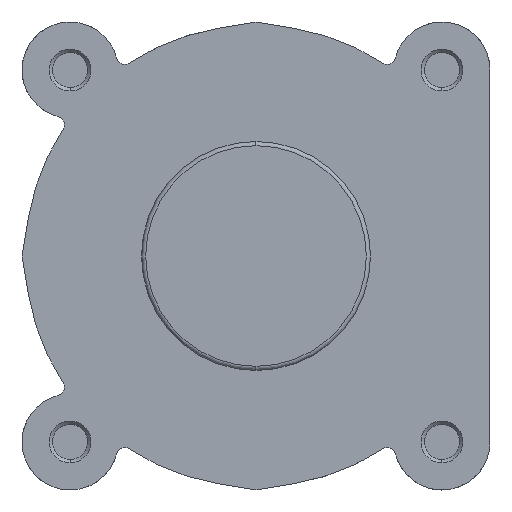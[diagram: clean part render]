
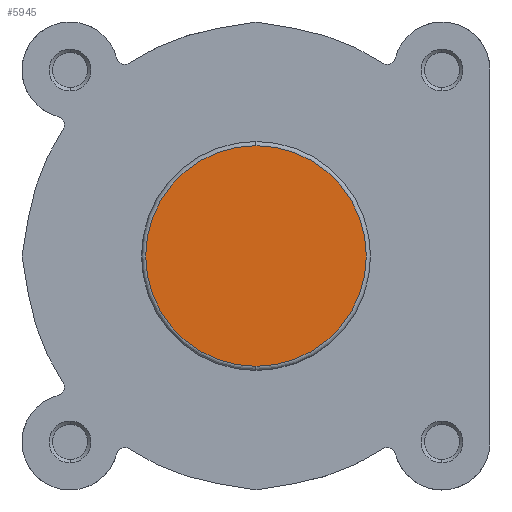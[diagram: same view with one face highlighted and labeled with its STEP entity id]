
A CAD part, left-side view. The second image highlights one B-rep face of the part: STEP entity #5945.
In plain terms, the highlighted planar face has unit normal (-1, 0, 0).
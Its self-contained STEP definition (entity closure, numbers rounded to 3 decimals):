
#355 = AXIS2_PLACEMENT_3D ( 'NONE', #2599, #2600, #2601 ) ;
#474 = AXIS2_PLACEMENT_3D ( 'NONE', #3176, #3178, #3179 ) ;
#798 = AXIS2_PLACEMENT_3D ( 'NONE', #4255, #4259, #4260 ) ;
#873 = VERTEX_POINT ( 'NONE', #1722 ) ;
#929 = VERTEX_POINT ( 'NONE', #1778 ) ;
#1722 = CARTESIAN_POINT ( 'NONE',  ( 0., 0., -26.4 ) ) ;
#1778 = CARTESIAN_POINT ( 'NONE',  ( 0., 0., 26.4 ) ) ;
#1885 = EDGE_CURVE ( 'NONE', #873, #929, #6606, .T. ) ;
#2296 = EDGE_CURVE ( 'NONE', #929, #873, #6962, .T. ) ;
#2599 = CARTESIAN_POINT ( 'NONE',  ( 0., 0., 0. ) ) ;
#2600 = DIRECTION ( 'NONE',  ( -1., 0., 0. ) ) ;
#2601 = DIRECTION ( 'NONE',  ( 0., 0., -1. ) ) ;
#3176 = CARTESIAN_POINT ( 'NONE',  ( 0., 0., 0. ) ) ;
#3178 = DIRECTION ( 'NONE',  ( -1., 0., 0. ) ) ;
#3179 = DIRECTION ( 'NONE',  ( 0., 0., -1. ) ) ;
#4251 = PLANE ( 'NONE',  #798 ) ;
#4255 = CARTESIAN_POINT ( 'NONE',  ( 0., 27.4, 0. ) ) ;
#4259 = DIRECTION ( 'NONE',  ( 1., 0., 0. ) ) ;
#4260 = DIRECTION ( 'NONE',  ( 0., 0., -1. ) ) ;
#4814 = FACE_OUTER_BOUND ( 'NONE', #6238, .T. ) ;
#5570 = ORIENTED_EDGE ( 'NONE', *, *, #2296, .T. ) ;
#5571 = ORIENTED_EDGE ( 'NONE', *, *, #1885, .T. ) ;
#5945 = ADVANCED_FACE ( 'NONE', ( #4814 ), #4251, .F. ) ;
#6238 = EDGE_LOOP ( 'NONE', ( #5571, #5570 ) ) ;
#6606 = CIRCLE ( 'NONE', #355, 26.4 ) ;
#6962 = CIRCLE ( 'NONE', #474, 26.4 ) ;
